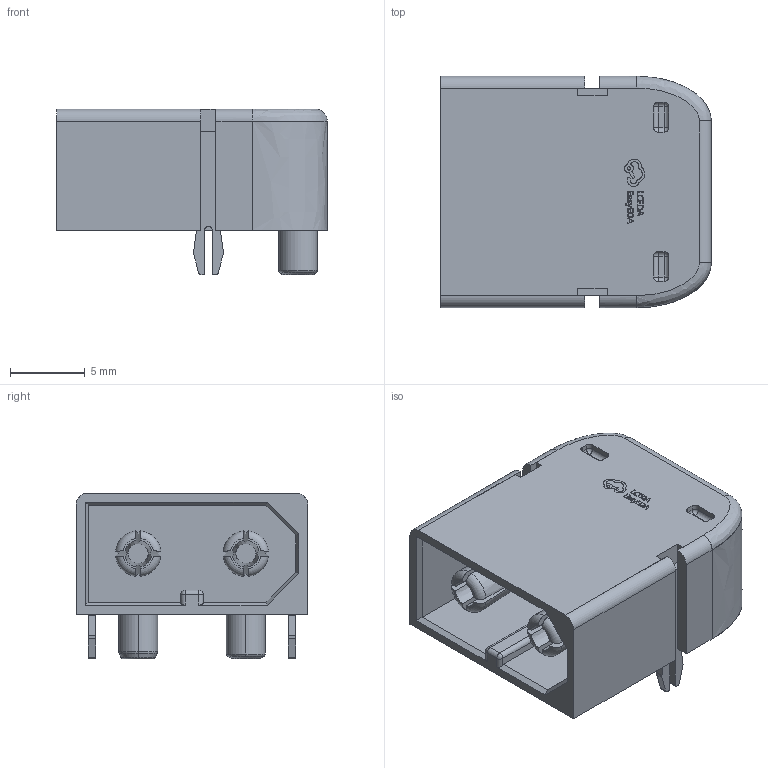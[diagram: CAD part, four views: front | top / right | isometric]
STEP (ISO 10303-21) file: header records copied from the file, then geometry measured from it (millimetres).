
FILE_DESCRIPTION (( 'STEP AP214' ), '1' );
FILE_NAME ('XT60PW-M.STEP', '2025-10-24T06:48:42', ( '' ), ( '' ), 'SwSTEP 2.0', 'SolidWorks 2020', '' );
FILE_SCHEMA (( 'AUTOMOTIVE_DESIGN' ));
Length unit declared in the file: millimetre
Products named in the file (2): XT60PW-M; CONN-TH_XT60PW-M~CONN-TH_XT60PW-M~rZcR^CN1~CONN-TH_XT60PW-M~CONN-TH_XT60PW-M~rZcR_3D_PCB1_2025-10-24(2)_3D_PCB1_2025-10-24
Assembly tree (1 placements, depth 2):
  XT60PW-M
    CONN-TH_XT60PW-M~CONN-TH_XT60PW-M~rZcR^CN1~CONN-TH_XT60PW-M~CONN-TH_XT60PW-M~rZcR_3D_PCB1_2025-10-24(2)_3D_PCB1_2025-10-24
Bounding box: 18.1 x 15.5 x 11.1 mm (x, y, z)
Surface area: 1738.3 mm2 (no closed solid volume)
Topology: 0 solids, 366 shells, 366 faces, 2050 edges, 2040 vertices
Faces by surface type: plane 261, cylinder 49, bspline 18, torus 16, cone 12, sphere 10
Entity records: 22082 total; most frequent: CARTESIAN_POINT 7342, DIRECTION 2646, EDGE_CURVE 2040, ORIENTED_EDGE 2040, VERTEX_POINT 2040, LINE 1370, VECTOR 1370, AXIS2_PLACEMENT_3D 638
